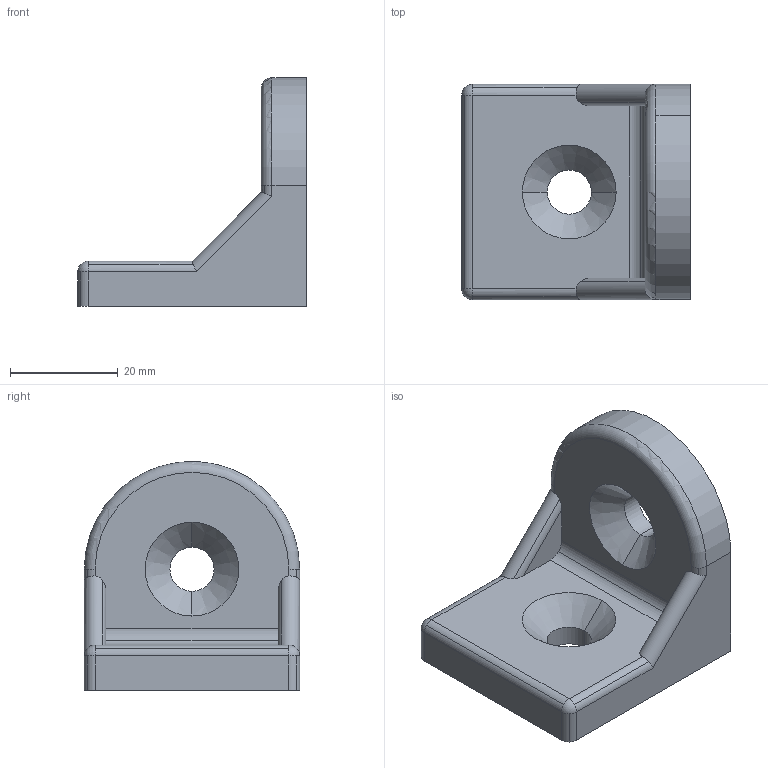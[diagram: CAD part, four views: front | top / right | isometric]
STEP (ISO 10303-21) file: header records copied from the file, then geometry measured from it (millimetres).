
FILE_DESCRIPTION (( 'STEP AP203' ), '1' );
FILE_NAME ('3_842_504_760_Bosch.step', '2024-06-04T12:39:10', ( '' ), ( '' ), 'SwSTEP 2.0', 'SolidWorks 2014', '' );
FILE_SCHEMA (( 'CONFIG_CONTROL_DESIGN' ));
Length unit declared in the file: millimetre
Products named in the file (1): 3_842_504_760_Bosch
Bounding box: 42.5 x 40 x 42.48 mm (x, y, z)
Volume: 23182 mm3; surface area: 7759.3 mm2
Topology: 1 solids, 1 shells, 42 faces, 110 edges, 68 vertices
Faces by surface type: cylinder 26, plane 9, cone 4, sphere 2, torus 1
Entity records: 1362 total; most frequent: CARTESIAN_POINT 267, DIRECTION 219, ORIENTED_EDGE 216, EDGE_CURVE 108, AXIS2_PLACEMENT_3D 84, VERTEX_POINT 68, LINE 51, VECTOR 51
